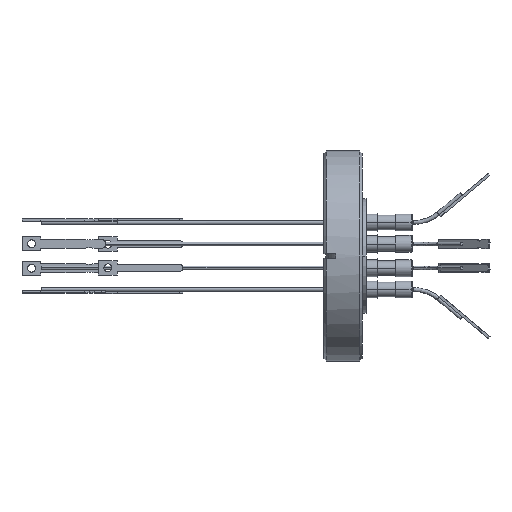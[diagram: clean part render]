
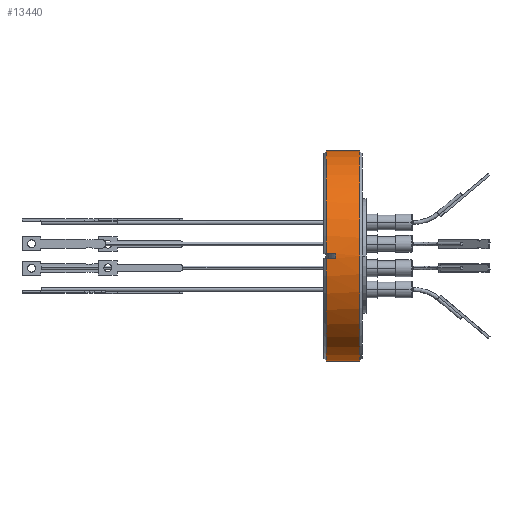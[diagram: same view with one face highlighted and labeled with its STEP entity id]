
A CAD part, left-side view. The second image highlights one B-rep face of the part: STEP entity #13440.
In plain terms, the highlighted cylindrical face has radius 34.925 mm (diameter 69.85 mm), a partial arc.
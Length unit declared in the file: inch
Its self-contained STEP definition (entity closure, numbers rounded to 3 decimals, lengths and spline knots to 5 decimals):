
#21 = DIRECTION ( 'NONE',  ( 0., 1., 0. ) ) ;
#23 = FACE_OUTER_BOUND ( 'NONE', #15706, .T. ) ;
#24 = CARTESIAN_POINT ( 'NONE',  ( -0.2989, 0.63524, -0.33624 ) ) ;
#26 = CYLINDRICAL_SURFACE ( 'NONE', #15246, 1.375 ) ;
#27 = DIRECTION ( 'NONE',  ( 0., 0., 1. ) ) ;
#1768 = CARTESIAN_POINT ( 'NONE',  ( -1.67355, -0.17036, -0.30524 ) ) ;
#1770 = CARTESIAN_POINT ( 'NONE',  ( -1.67355, -0.17036, -0.36724 ) ) ;
#1771 = CARTESIAN_POINT ( 'NONE',  ( -1.67355, -0.04702, -0.30524 ) ) ;
#1794 = CARTESIAN_POINT ( 'NONE',  ( -0.2989, -0.48702, 1.03876 ) ) ;
#2274 = EDGE_CURVE ( 'NONE', #16949, #9105, #3697, .T. ) ;
#2275 = EDGE_CURVE ( 'NONE', #9082, #16940, #3699, .T. ) ;
#2276 = EDGE_CURVE ( 'NONE', #9082, #9079, #8650, .T. ) ;
#2277 = EDGE_CURVE ( 'NONE', #9081, #9079, #14743, .T. ) ;
#2278 = EDGE_CURVE ( 'NONE', #16927, #9081, #8657, .T. ) ;
#3072 = ORIENTED_EDGE ( 'NONE', *, *, #13660, .F. ) ;
#3073 = ORIENTED_EDGE ( 'NONE', *, *, #2274, .T. ) ;
#3074 = ORIENTED_EDGE ( 'NONE', *, *, #13666, .T. ) ;
#3075 = ORIENTED_EDGE ( 'NONE', *, *, #2275, .F. ) ;
#3076 = ORIENTED_EDGE ( 'NONE', *, *, #2276, .T. ) ;
#3077 = ORIENTED_EDGE ( 'NONE', *, *, #2277, .F. ) ;
#3078 = ORIENTED_EDGE ( 'NONE', *, *, #2278, .F. ) ;
#3079 = ORIENTED_EDGE ( 'NONE', *, *, #13677, .F. ) ;
#3693 = VECTOR ( 'NONE', #8661, 39.37008 ) ;
#3694 = AXIS2_PLACEMENT_3D ( 'NONE', #8651, #8652, #8653 ) ;
#3696 = AXIS2_PLACEMENT_3D ( 'NONE', #8646, #8647, #8648 ) ;
#3697 = CIRCLE ( 'NONE', #3696, 1.375 ) ;
#3698 = VECTOR ( 'NONE', #8654, 39.37008 ) ;
#3699 = CIRCLE ( 'NONE', #3694, 1.375 ) ;
#5792 = LINE ( 'NONE', #5798, #14791 ) ;
#5798 = CARTESIAN_POINT ( 'NONE',  ( -0.2989, 0.63524, -1.71124 ) ) ;
#5799 = DIRECTION ( 'NONE',  ( 0., 1., 0. ) ) ;
#5806 = LINE ( 'NONE', #5808, #14799 ) ;
#5808 = CARTESIAN_POINT ( 'NONE',  ( -0.2989, 0.63524, 1.03876 ) ) ;
#5818 = DIRECTION ( 'NONE',  ( 0., 1., 0. ) ) ;
#5852 = CARTESIAN_POINT ( 'NONE',  ( -0.2989, -0.04702, -0.33624 ) ) ;
#5853 = DIRECTION ( 'NONE',  ( 0., 1., 0. ) ) ;
#5854 = DIRECTION ( 'NONE',  ( 0., 0., 1. ) ) ;
#8643 = CARTESIAN_POINT ( 'NONE',  ( -1.67402, -0.17039, -0.34659 ) ) ;
#8645 = CARTESIAN_POINT ( 'NONE',  ( -1.67355, 0.63524, -0.30524 ) ) ;
#8646 = CARTESIAN_POINT ( 'NONE',  ( -0.2989, -0.48702, -0.33624 ) ) ;
#8647 = DIRECTION ( 'NONE',  ( 0., 1., 0. ) ) ;
#8648 = DIRECTION ( 'NONE',  ( 0., 0., 1. ) ) ;
#8649 = CARTESIAN_POINT ( 'NONE',  ( -1.67402, -0.17039, -0.32592 ) ) ;
#8650 = LINE ( 'NONE', #8645, #3698 ) ;
#8651 = CARTESIAN_POINT ( 'NONE',  ( -0.2989, -0.04702, -0.33624 ) ) ;
#8652 = DIRECTION ( 'NONE',  ( 0., 1., 0. ) ) ;
#8653 = DIRECTION ( 'NONE',  ( 0., 0., 1. ) ) ;
#8654 = DIRECTION ( 'NONE',  ( 0., -1., 0. ) ) ;
#8656 = CARTESIAN_POINT ( 'NONE',  ( -1.67355, -0.17036, -0.36724 ) ) ;
#8657 = LINE ( 'NONE', #8659, #3693 ) ;
#8658 = CARTESIAN_POINT ( 'NONE',  ( -1.67355, -0.17036, -0.30524 ) ) ;
#8659 = CARTESIAN_POINT ( 'NONE',  ( -1.67355, 0.63524, -0.36724 ) ) ;
#8661 = DIRECTION ( 'NONE',  ( 0., -1., 0. ) ) ;
#9079 = VERTEX_POINT ( 'NONE', #1768 ) ;
#9081 = VERTEX_POINT ( 'NONE', #1770 ) ;
#9082 = VERTEX_POINT ( 'NONE', #1771 ) ;
#9105 = VERTEX_POINT ( 'NONE', #1794 ) ;
#11832 = CARTESIAN_POINT ( 'NONE',  ( -1.67355, -0.04702, -0.36724 ) ) ;
#11845 = CARTESIAN_POINT ( 'NONE',  ( -0.2989, -0.04702, 1.03876 ) ) ;
#11852 = CARTESIAN_POINT ( 'NONE',  ( -0.2989, -0.04702, -1.71124 ) ) ;
#11854 = CARTESIAN_POINT ( 'NONE',  ( -0.2989, -0.48702, -1.71124 ) ) ;
#13440 = ADVANCED_FACE ( 'NONE', ( #23 ), #26, .T. ) ;
#13660 = EDGE_CURVE ( 'NONE', #16949, #16947, #5792, .T. ) ;
#13666 = EDGE_CURVE ( 'NONE', #9105, #16940, #5806, .T. ) ;
#13677 = EDGE_CURVE ( 'NONE', #16947, #16927, #14809, .T. ) ;
#14743 = B_SPLINE_CURVE_WITH_KNOTS ( 'NONE', 3,
 ( #8656, #8643, #8649, #8658 ),
 .UNSPECIFIED., .F., .F.,
 ( 4, 4 ),
 ( 0.11481, 0.11638 ),
 .UNSPECIFIED. ) ;
#14791 = VECTOR ( 'NONE', #5799, 39.37008 ) ;
#14799 = VECTOR ( 'NONE', #5818, 39.37008 ) ;
#14809 = CIRCLE ( 'NONE', #14817, 1.375 ) ;
#14817 = AXIS2_PLACEMENT_3D ( 'NONE', #5852, #5853, #5854 ) ;
#15246 = AXIS2_PLACEMENT_3D ( 'NONE', #24, #21, #27 ) ;
#15706 = EDGE_LOOP ( 'NONE', ( #3072, #3073, #3074, #3075, #3076, #3077, #3078, #3079 ) ) ;
#16927 = VERTEX_POINT ( 'NONE', #11832 ) ;
#16940 = VERTEX_POINT ( 'NONE', #11845 ) ;
#16947 = VERTEX_POINT ( 'NONE', #11852 ) ;
#16949 = VERTEX_POINT ( 'NONE', #11854 ) ;
